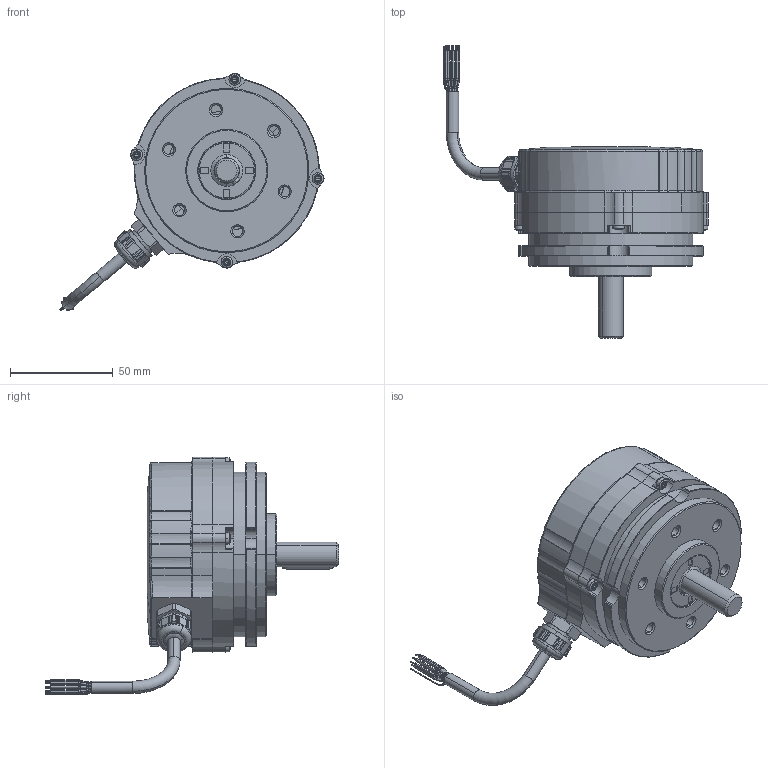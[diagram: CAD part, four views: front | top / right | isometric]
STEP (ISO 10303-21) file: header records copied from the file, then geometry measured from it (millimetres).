
FILE_DESCRIPTION (( 'STEP AP203' ), '1' );
FILE_NAME ('M027_DSM9H12_3R.STEP', '2018-04-06T14:02:55', ( '' ), ( '' ), 'SwSTEP 2.0', 'SolidWorks 2016', '' );
FILE_SCHEMA (( 'CONFIG_CONTROL_DESIGN' ));
Length unit declared in the file: millimetre
Products named in the file (1): M027_DSM9H12_3R
Bounding box: 128.5 x 142.6 x 115.53 mm (x, y, z)
Surface area: 40075.8 mm2 (no closed solid volume)
Topology: 0 solids, 55 shells, 709 faces, 2122 edges, 1383 vertices
Faces by surface type: cylinder 340, plane 125, torus 100, cone 83, bspline 53, sphere 8
Entity records: 29586 total; most frequent: CARTESIAN_POINT 11678, DIRECTION 3763, ORIENTED_EDGE 3613, EDGE_CURVE 2092, AXIS2_PLACEMENT_3D 1604, VERTEX_POINT 1376, CIRCLE 987, EDGE_LOOP 717
